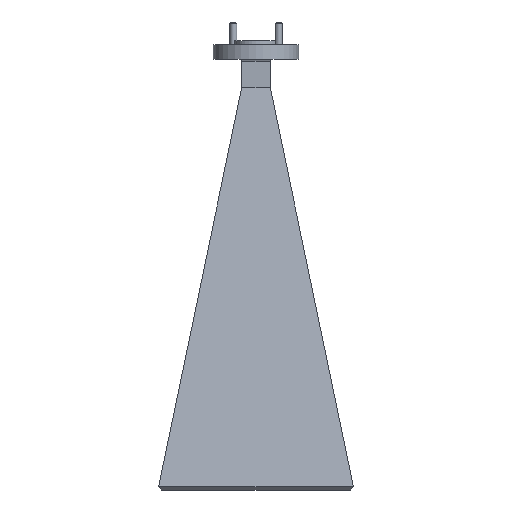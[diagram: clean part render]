
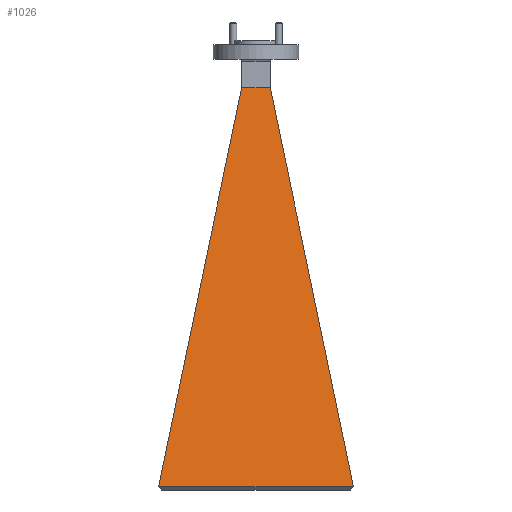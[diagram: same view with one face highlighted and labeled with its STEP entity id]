
A CAD part, front view. The second image highlights one B-rep face of the part: STEP entity #1026.
In plain terms, the highlighted planar face has unit normal (0, -0.985, 0.175).
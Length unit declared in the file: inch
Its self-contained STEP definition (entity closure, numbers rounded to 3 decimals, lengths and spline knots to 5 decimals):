
#53 = EDGE_CURVE ( 'NONE', #1979, #983, #1115, .T. ) ;
#200 = LINE ( 'NONE', #1735, #1455 ) ;
#366 = LINE ( 'NONE', #578, #1517 ) ;
#492 = CARTESIAN_POINT ( 'NONE',  ( 0.04432, -0.01871, 0.01257 ) ) ;
#522 = EDGE_CURVE ( 'NONE', #1979, #1251, #200, .T. ) ;
#578 = CARTESIAN_POINT ( 'NONE',  ( 0., -0.08779, -0.375 ) ) ;
#579 = ORIENTED_EDGE ( 'NONE', *, *, #53, .F. ) ;
#615 = DIRECTION ( 'NONE',  ( 0., -0.984, 0.175 ) ) ;
#764 = CARTESIAN_POINT ( 'NONE',  ( 0.12507, -0.08779, -0.375 ) ) ;
#784 = CARTESIAN_POINT ( 'NONE',  ( 0., -0.02031, 0.00362 ) ) ;
#866 = CARTESIAN_POINT ( 'NONE',  ( -0.85188, -0.70949, -3.86329 ) ) ;
#895 = CARTESIAN_POINT ( 'NONE',  ( 0.85188, -0.70949, -3.86329 ) ) ;
#983 = VERTEX_POINT ( 'NONE', #2102 ) ;
#1026 = ADVANCED_FACE ( 'NONE', ( #2342 ), #1904, .T. ) ;
#1077 = ORIENTED_EDGE ( 'NONE', *, *, #522, .T. ) ;
#1086 = EDGE_LOOP ( 'NONE', ( #579, #1077, #1147, #1161 ) ) ;
#1115 = LINE ( 'NONE', #2222, #2262 ) ;
#1147 = ORIENTED_EDGE ( 'NONE', *, *, #1212, .T. ) ;
#1161 = ORIENTED_EDGE ( 'NONE', *, *, #2170, .T. ) ;
#1212 = EDGE_CURVE ( 'NONE', #1251, #2229, #1446, .T. ) ;
#1251 = VERTEX_POINT ( 'NONE', #895 ) ;
#1261 = DIRECTION ( 'NONE',  ( -0.201, 0.172, 0.964 ) ) ;
#1446 = LINE ( 'NONE', #492, #2251 ) ;
#1455 = VECTOR ( 'NONE', #2281, 39.37008 ) ;
#1517 = VECTOR ( 'NONE', #1678, 39.37008 ) ;
#1546 = DIRECTION ( 'NONE',  ( 0., -0.175, -0.984 ) ) ;
#1648 = AXIS2_PLACEMENT_3D ( 'NONE', #784, #615, #1546 ) ;
#1678 = DIRECTION ( 'NONE',  ( -1., 0., 0. ) ) ;
#1735 = CARTESIAN_POINT ( 'NONE',  ( 0., -0.70949, -3.86329 ) ) ;
#1904 = PLANE ( 'NONE',  #1648 ) ;
#1979 = VERTEX_POINT ( 'NONE', #866 ) ;
#2026 = DIRECTION ( 'NONE',  ( 0.201, 0.172, 0.964 ) ) ;
#2102 = CARTESIAN_POINT ( 'NONE',  ( -0.12507, -0.08779, -0.375 ) ) ;
#2170 = EDGE_CURVE ( 'NONE', #2229, #983, #366, .T. ) ;
#2222 = CARTESIAN_POINT ( 'NONE',  ( -0.04432, -0.01871, 0.01257 ) ) ;
#2229 = VERTEX_POINT ( 'NONE', #764 ) ;
#2251 = VECTOR ( 'NONE', #1261, 39.37008 ) ;
#2262 = VECTOR ( 'NONE', #2026, 39.37008 ) ;
#2281 = DIRECTION ( 'NONE',  ( 1., 0., 0. ) ) ;
#2342 = FACE_OUTER_BOUND ( 'NONE', #1086, .T. ) ;
